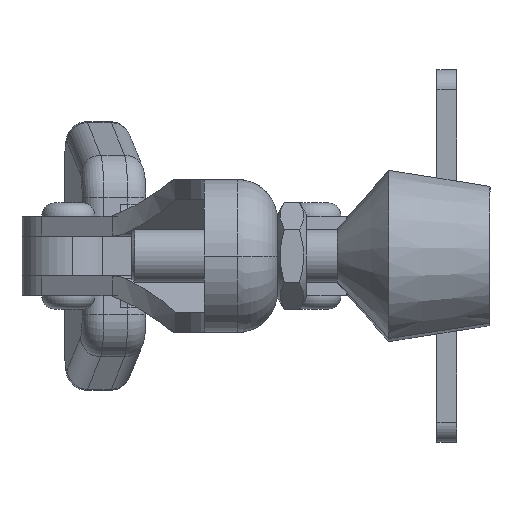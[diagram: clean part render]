
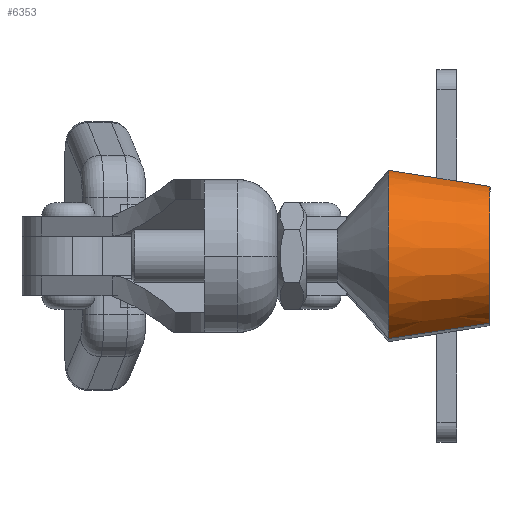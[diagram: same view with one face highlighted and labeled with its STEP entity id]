
A CAD part, left-side view. The second image highlights one B-rep face of the part: STEP entity #6353.
In plain terms, the highlighted conical face has half-angle 9 degrees and reference radius 5.25 mm.
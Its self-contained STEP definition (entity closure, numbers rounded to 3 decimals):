
#2430 = EDGE_CURVE ( 'NONE', #17164, #16707, #12579, .T. ) ;
#3318 = ORIENTED_EDGE ( 'NONE', *, *, #2430, .T. ) ;
#3342 = ORIENTED_EDGE ( 'NONE', *, *, #17770, .F. ) ;
#3360 = ORIENTED_EDGE ( 'NONE', *, *, #17712, .F. ) ;
#3369 = ORIENTED_EDGE ( 'NONE', *, *, #19288, .T. ) ;
#3607 = AXIS2_PLACEMENT_3D ( 'NONE', #6817, #6813, #6808 ) ;
#4034 = AXIS2_PLACEMENT_3D ( 'NONE', #23122, #23123, #23124 ) ;
#4325 = AXIS2_PLACEMENT_3D ( 'NONE', #9798, #9799, #9800 ) ;
#6353 = ADVANCED_FACE ( 'NONE', ( #12883 ), #12894, .T. ) ;
#6808 = DIRECTION ( 'NONE',  ( 0., 0., 1. ) ) ;
#6813 = DIRECTION ( 'NONE',  ( 0., 1., 0. ) ) ;
#6817 = CARTESIAN_POINT ( 'NONE',  ( 0., 0., 0. ) ) ;
#9291 = EDGE_LOOP ( 'NONE', ( #3360, #3342, #3318, #3369 ) ) ;
#9798 = CARTESIAN_POINT ( 'NONE',  ( 0., 7.625, 0. ) ) ;
#9799 = DIRECTION ( 'NONE',  ( 0., -1., 0. ) ) ;
#9800 = DIRECTION ( 'NONE',  ( 0., 0., -1. ) ) ;
#12579 = LINE ( 'NONE', #21823, #12584 ) ;
#12584 = VECTOR ( 'NONE', #21627, 1000. ) ;
#12883 = FACE_OUTER_BOUND ( 'NONE', #9291, .T. ) ;
#12894 = CONICAL_SURFACE ( 'NONE', #3607, 5.25, 0.157 ) ;
#13619 = LINE ( 'NONE', #23049, #13622 ) ;
#13622 = VECTOR ( 'NONE', #23044, 1000. ) ;
#13661 = CIRCLE ( 'NONE', #4034, 5.25 ) ;
#16707 = VERTEX_POINT ( 'NONE', #25800 ) ;
#16716 = VERTEX_POINT ( 'NONE', #25815 ) ;
#17024 = VERTEX_POINT ( 'NONE', #22823 ) ;
#17164 = VERTEX_POINT ( 'NONE', #22894 ) ;
#17712 = EDGE_CURVE ( 'NONE', #17024, #16716, #13619, .T. ) ;
#17770 = EDGE_CURVE ( 'NONE', #17164, #17024, #13661, .T. ) ;
#19288 = EDGE_CURVE ( 'NONE', #16707, #16716, #23488, .T. ) ;
#21627 = DIRECTION ( 'NONE',  ( 0., 0.988, 0.156 ) ) ;
#21823 = CARTESIAN_POINT ( 'NONE',  ( 0., 0., 5.25 ) ) ;
#22823 = CARTESIAN_POINT ( 'NONE',  ( 0., 0., -5.25 ) ) ;
#22894 = CARTESIAN_POINT ( 'NONE',  ( 0., 0., 5.25 ) ) ;
#23044 = DIRECTION ( 'NONE',  ( 0., 0.988, -0.156 ) ) ;
#23049 = CARTESIAN_POINT ( 'NONE',  ( 0., 0., -5.25 ) ) ;
#23122 = CARTESIAN_POINT ( 'NONE',  ( 0., 0., 0. ) ) ;
#23123 = DIRECTION ( 'NONE',  ( 0., -1., 0. ) ) ;
#23124 = DIRECTION ( 'NONE',  ( 0., 0., -1. ) ) ;
#23488 = CIRCLE ( 'NONE', #4325, 6.458 ) ;
#25800 = CARTESIAN_POINT ( 'NONE',  ( 0., 7.625, 6.458 ) ) ;
#25815 = CARTESIAN_POINT ( 'NONE',  ( 0., 7.625, -6.458 ) ) ;
